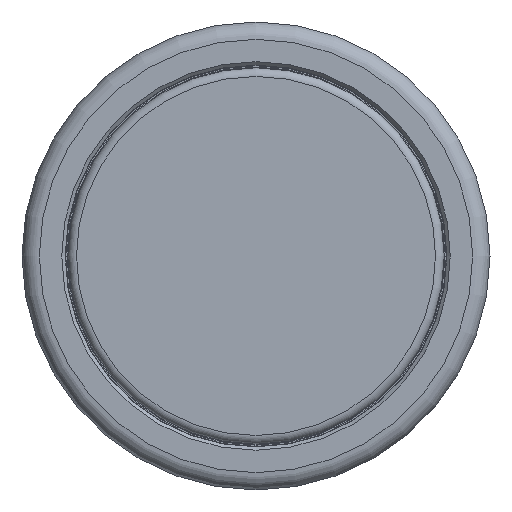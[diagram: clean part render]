
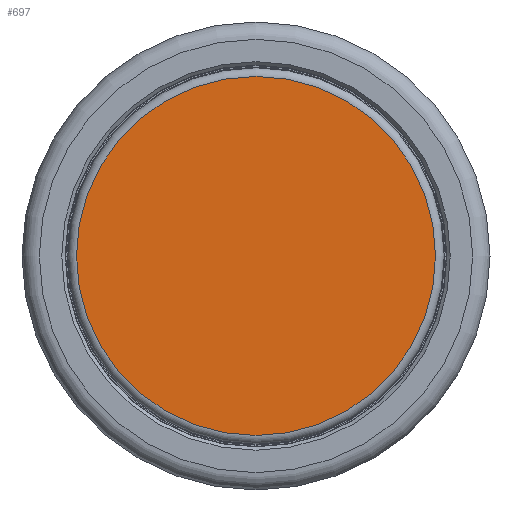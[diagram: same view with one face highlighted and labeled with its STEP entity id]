
A CAD part, top view. The second image highlights one B-rep face of the part: STEP entity #697.
In plain terms, the highlighted planar face has unit normal (0, 0, 1).
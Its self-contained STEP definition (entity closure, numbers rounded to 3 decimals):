
#697 = ADVANCED_FACE( '', ( #1481 ), #1482, .F. );
#1481 = FACE_OUTER_BOUND( '', #7248, .T. );
#1482 = PLANE( '', #7249 );
#7248 = EDGE_LOOP( '', ( #9726 ) );
#7249 = AXIS2_PLACEMENT_3D( '', #9727, #9728, #9729 );
#9726 = ORIENTED_EDGE( '', *, *, #10463, .T. );
#9727 = CARTESIAN_POINT( '', ( 10.85, 0., 104.4 ) );
#9728 = DIRECTION( '', ( 0., 0., -1. ) );
#9729 = DIRECTION( '', ( 1., 0., 0. ) );
#10463 = EDGE_CURVE( '', #11462, #11462, #11463, .F. );
#11462 = VERTEX_POINT( '', #14224 );
#11463 = CIRCLE( '', #14225, 10.35 );
#14224 = CARTESIAN_POINT( '', ( 10.35, 0., 104.4 ) );
#14225 = AXIS2_PLACEMENT_3D( '', #16832, #16833, #16834 );
#16832 = CARTESIAN_POINT( '', ( 0., 0., 104.4 ) );
#16833 = DIRECTION( '', ( 0., 0., -1. ) );
#16834 = DIRECTION( '', ( 1., 0., 0. ) );
